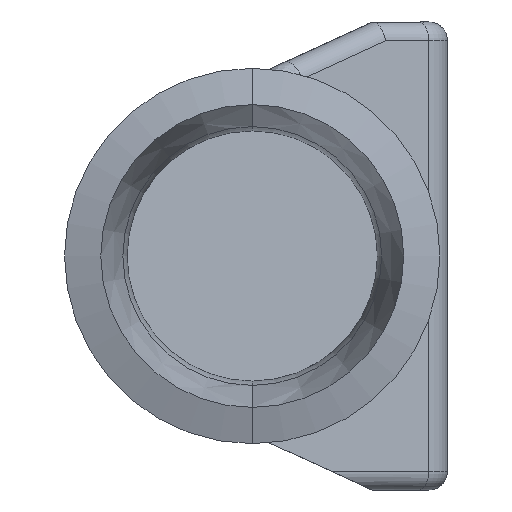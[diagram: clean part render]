
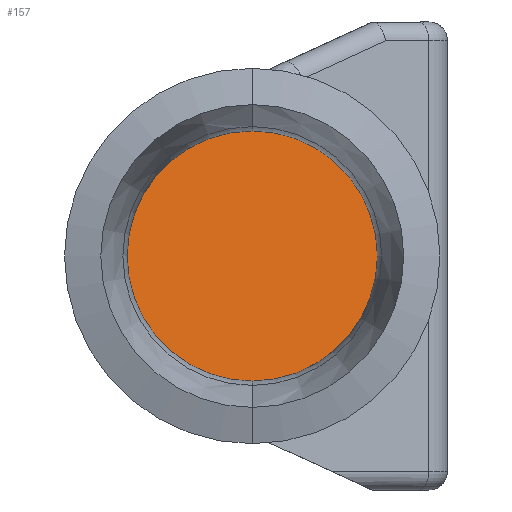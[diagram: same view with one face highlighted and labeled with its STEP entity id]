
A CAD part, left-side view. The second image highlights one B-rep face of the part: STEP entity #157.
In plain terms, the highlighted planar face has unit normal (-0.866, -0.5, 0).
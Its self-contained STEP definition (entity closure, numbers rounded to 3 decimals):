
#70 = EDGE_LOOP ( 'NONE', ( #1470, #980 ) ) ;
#151 = AXIS2_PLACEMENT_3D ( 'NONE', #185, #294, #1227 ) ;
#157 = ADVANCED_FACE ( 'NONE', ( #1468 ), #1486, .T. ) ;
#185 = CARTESIAN_POINT ( 'NONE',  ( 34.569, -7.55, -26.793 ) ) ;
#294 = DIRECTION ( 'NONE',  ( -0.866, -0.5, 0. ) ) ;
#328 = VERTEX_POINT ( 'NONE', #966 ) ;
#349 = EDGE_CURVE ( 'NONE', #475, #328, #1220, .T. ) ;
#475 = VERTEX_POINT ( 'NONE', #999 ) ;
#481 = CARTESIAN_POINT ( 'NONE',  ( 35.983, -10., -5. ) ) ;
#506 = CARTESIAN_POINT ( 'NONE',  ( 24.436, 10., 5. ) ) ;
#643 = CARTESIAN_POINT ( 'NONE',  ( 30.21, 0., 5. ) ) ;
#868 =( BOUNDED_CURVE ( )  B_SPLINE_CURVE ( 3, ( #1144, #481, #1004, #1658 ),
 .UNSPECIFIED., .F., .T. ) 
 B_SPLINE_CURVE_WITH_KNOTS ( ( 4, 4 ),
 ( 1.571, 4.712 ),
 .UNSPECIFIED. ) 
 CURVE ( )  GEOMETRIC_REPRESENTATION_ITEM ( )  RATIONAL_B_SPLINE_CURVE ( ( 1., 0.333, 0.333, 1. ) ) 
 REPRESENTATION_ITEM ( '' )  );
#935 = EDGE_CURVE ( 'NONE', #328, #475, #868, .T. ) ;
#966 = CARTESIAN_POINT ( 'NONE',  ( 30.21, 0., -5. ) ) ;
#980 = ORIENTED_EDGE ( 'NONE', *, *, #935, .T. ) ;
#999 = CARTESIAN_POINT ( 'NONE',  ( 30.21, 0., 5. ) ) ;
#1004 = CARTESIAN_POINT ( 'NONE',  ( 35.983, -10., 5. ) ) ;
#1144 = CARTESIAN_POINT ( 'NONE',  ( 30.21, 0., -5. ) ) ;
#1220 =( BOUNDED_CURVE ( )  B_SPLINE_CURVE ( 3, ( #643, #506, #1499, #1508 ),
 .UNSPECIFIED., .F., .T. ) 
 B_SPLINE_CURVE_WITH_KNOTS ( ( 4, 4 ),
 ( 4.712, 7.854 ),
 .UNSPECIFIED. ) 
 CURVE ( )  GEOMETRIC_REPRESENTATION_ITEM ( )  RATIONAL_B_SPLINE_CURVE ( ( 1., 0.333, 0.333, 1. ) ) 
 REPRESENTATION_ITEM ( '' )  );
#1227 = DIRECTION ( 'NONE',  ( 0.5, -0.866, 0. ) ) ;
#1468 = FACE_OUTER_BOUND ( 'NONE', #70, .T. ) ;
#1470 = ORIENTED_EDGE ( 'NONE', *, *, #349, .T. ) ;
#1486 = PLANE ( 'NONE',  #151 ) ;
#1499 = CARTESIAN_POINT ( 'NONE',  ( 24.436, 10., -5. ) ) ;
#1508 = CARTESIAN_POINT ( 'NONE',  ( 30.21, 0., -5. ) ) ;
#1658 = CARTESIAN_POINT ( 'NONE',  ( 30.21, 0., 5. ) ) ;
